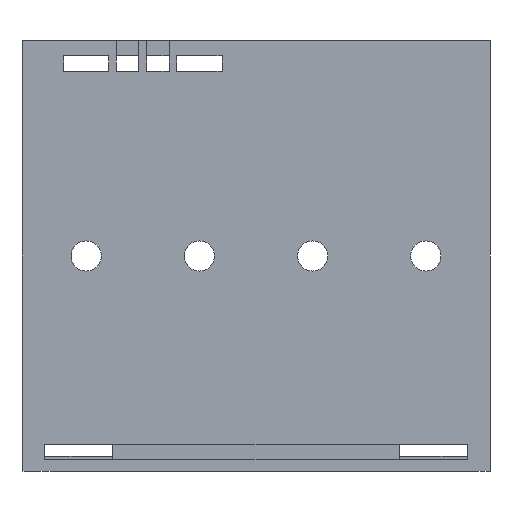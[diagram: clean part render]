
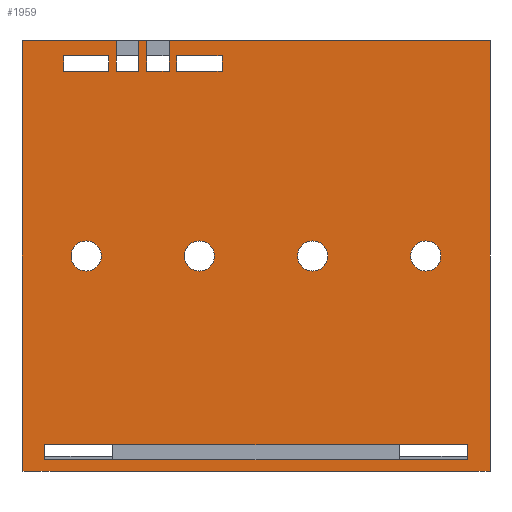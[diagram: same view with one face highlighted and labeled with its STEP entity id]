
A CAD part, front view. The second image highlights one B-rep face of the part: STEP entity #1959.
In plain terms, the highlighted planar face has unit normal (0, -1, 0).
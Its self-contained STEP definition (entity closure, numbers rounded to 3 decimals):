
#44=CARTESIAN_POINT('',(20.5,0.0,-0.0));
#45=VERTEX_POINT('',#44);
#46=CARTESIAN_POINT('',(22.5,0.0,-0.0));
#47=DIRECTION('',(-0.0,1.0,0.0));
#48=DIRECTION('',(1.0,0.0,0.0));
#49=AXIS2_PLACEMENT_3D('',#46,#47,#48);
#50=CIRCLE('',#49,2.0);
#51=EDGE_CURVE('n� 32',#45,#45,#50,.T.);
#167=CARTESIAN_POINT('',(5.5,0.0,-0.0));
#168=VERTEX_POINT('',#167);
#169=CARTESIAN_POINT('',(7.5,0.0,-0.0));
#170=DIRECTION('',(-0.0,1.0,0.0));
#171=DIRECTION('',(1.0,0.0,0.0));
#172=AXIS2_PLACEMENT_3D('',#169,#170,#171);
#173=CIRCLE('',#172,2.0);
#174=EDGE_CURVE('n� 88',#168,#168,#173,.T.);
#258=CARTESIAN_POINT('',(-9.5,0.0,-0.0));
#259=VERTEX_POINT('',#258);
#260=CARTESIAN_POINT('',(-7.5,0.0,-0.0));
#261=DIRECTION('',(-0.0,1.0,0.0));
#262=DIRECTION('',(1.0,0.0,0.0));
#263=AXIS2_PLACEMENT_3D('',#260,#261,#262);
#264=CIRCLE('',#263,2.0);
#265=EDGE_CURVE('n� 286',#259,#259,#264,.T.);
#397=CARTESIAN_POINT('',(-24.5,0.0,0.0));
#398=VERTEX_POINT('',#397);
#399=CARTESIAN_POINT('',(-22.5,0.0,0.0));
#400=DIRECTION('',(-0.0,1.0,0.0));
#401=DIRECTION('',(1.0,0.0,0.0));
#402=AXIS2_PLACEMENT_3D('',#399,#400,#401);
#403=CIRCLE('',#402,2.0);
#404=EDGE_CURVE('n� 427',#398,#398,#403,.T.);
#624=CARTESIAN_POINT('',(-14.5,-0.0,28.5));
#625=VERTEX_POINT('',#624);
#642=CARTESIAN_POINT('',(-11.5,-0.0,28.5));
#643=VERTEX_POINT('',#642);
#650=CARTESIAN_POINT('',(31.0,0.0,28.5));
#651=VERTEX_POINT('',#650);
#652=CARTESIAN_POINT('',(31.0,0.0,28.5));
#653=DIRECTION('',(-1.0,-0.0,0.0));
#654=VECTOR('',#653,1.0);
#655=LINE('',#652,#654);
#656=EDGE_CURVE('n� 2097',#651,#643,#655,.T.);
#692=CARTESIAN_POINT('',(-31.0,0.0,28.5));
#693=VERTEX_POINT('',#692);
#700=CARTESIAN_POINT('',(-18.5,0.0,28.5));
#701=VERTEX_POINT('',#700);
#702=CARTESIAN_POINT('',(31.0,0.0,28.5));
#703=DIRECTION('',(-1.0,0.0,0.0));
#704=VECTOR('',#703,1.0);
#705=LINE('',#702,#704);
#706=EDGE_CURVE('n� 2374',#701,#693,#705,.T.);
#724=CARTESIAN_POINT('',(-15.5,0.0,28.5));
#725=VERTEX_POINT('',#724);
#732=CARTESIAN_POINT('',(31.0,0.0,28.5));
#733=DIRECTION('',(-1.0,0.0,0.0));
#734=VECTOR('',#733,1.0);
#735=LINE('',#732,#734);
#736=EDGE_CURVE('n� 2037',#625,#725,#735,.T.);
#862=CARTESIAN_POINT('',(-19.5,-0.0,26.5));
#863=VERTEX_POINT('',#862);
#870=CARTESIAN_POINT('',(-25.5,-0.0,26.5));
#871=VERTEX_POINT('',#870);
#872=CARTESIAN_POINT('',(-9.75,-0.0,26.5));
#873=DIRECTION('',(1.0,0.0,0.0));
#874=VECTOR('',#873,1.0);
#875=LINE('',#872,#874);
#876=EDGE_CURVE('n� 1226',#871,#863,#875,.T.);
#1068=CARTESIAN_POINT('',(-4.5,-0.0,26.5));
#1069=VERTEX_POINT('',#1068);
#1076=CARTESIAN_POINT('',(-10.5,-0.0,26.5));
#1077=VERTEX_POINT('',#1076);
#1078=CARTESIAN_POINT('',(-2.25,-0.0,26.5));
#1079=DIRECTION('',(1.0,0.0,0.0));
#1080=VECTOR('',#1079,1.0);
#1081=LINE('',#1078,#1080);
#1082=EDGE_CURVE('n� 1223',#1077,#1069,#1081,.T.);
#1435=CARTESIAN_POINT('',(31.0,0.0,-28.5));
#1436=VERTEX_POINT('',#1435);
#1445=CARTESIAN_POINT('',(-31.0,0.0,-28.5));
#1446=VERTEX_POINT('',#1445);
#1447=CARTESIAN_POINT('',(-31.0,0.0,-28.5));
#1448=DIRECTION('',(1.0,0.0,0.0));
#1449=VECTOR('',#1448,1.0);
#1450=LINE('',#1447,#1449);
#1451=EDGE_CURVE('n� 1174',#1446,#1436,#1450,.T.);
#1796=ORIENTED_EDGE('n� 31',*,*,#51,.T.);
#1797=EDGE_LOOP('',(#1796));
#1798=FACE_BOUND('',#1797,.T.);
#1799=ORIENTED_EDGE('n� 87',*,*,#174,.T.);
#1800=EDGE_LOOP('',(#1799));
#1801=FACE_BOUND('',#1800,.T.);
#1802=ORIENTED_EDGE('n� 184',*,*,#265,.T.);
#1803=EDGE_LOOP('',(#1802));
#1804=FACE_BOUND('',#1803,.T.);
#1805=ORIENTED_EDGE('n� 285',*,*,#404,.T.);
#1806=EDGE_LOOP('',(#1805));
#1807=FACE_BOUND('',#1806,.T.);
#1808=CARTESIAN_POINT('',(-28.0,-0.0,-27.0));
#1809=VERTEX_POINT('',#1808);
#1810=CARTESIAN_POINT('',(-28.0,-0.0,-25.0));
#1811=VERTEX_POINT('',#1810);
#1812=CARTESIAN_POINT('',(-28.0,-0.0,-13.5));
#1813=DIRECTION('',(0.0,0.0,1.0));
#1814=VECTOR('',#1813,1.0);
#1815=LINE('',#1812,#1814);
#1816=EDGE_CURVE('n� 593',#1809,#1811,#1815,.T.);
#1817=ORIENTED_EDGE('n� 399',*,*,#1816,.T.);
#1818=CARTESIAN_POINT('',(28.0,0.0,-25.0));
#1819=VERTEX_POINT('',#1818);
#1820=CARTESIAN_POINT('',(-14.0,-0.0,-25.0));
#1821=DIRECTION('',(1.0,0.0,0.0));
#1822=VECTOR('',#1821,1.0);
#1823=LINE('',#1820,#1822);
#1824=EDGE_CURVE('n� 255',#1811,#1819,#1823,.T.);
#1825=ORIENTED_EDGE('n� 254',*,*,#1824,.T.);
#1826=CARTESIAN_POINT('',(28.0,0.0,-27.0));
#1827=VERTEX_POINT('',#1826);
#1828=CARTESIAN_POINT('',(28.0,0.0,-12.5));
#1829=DIRECTION('',(0.0,0.0,-1.0));
#1830=VECTOR('',#1829,1.0);
#1831=LINE('',#1828,#1830);
#1832=EDGE_CURVE('n� 392',#1819,#1827,#1831,.T.);
#1833=ORIENTED_EDGE('n� 391',*,*,#1832,.T.);
#1834=CARTESIAN_POINT('',(14.0,0.0,-27.0));
#1835=DIRECTION('',(-1.0,-0.0,-0.0));
#1836=VECTOR('',#1835,1.0);
#1837=LINE('',#1834,#1836);
#1838=EDGE_CURVE('n� 619',#1827,#1809,#1837,.T.);
#1839=ORIENTED_EDGE('n� 582',*,*,#1838,.T.);
#1840=EDGE_LOOP('',(#1817,#1825,#1833,#1839));
#1841=FACE_BOUND('',#1840,.T.);
#1842=CARTESIAN_POINT('',(-25.5,-0.0,24.5));
#1843=VERTEX_POINT('',#1842);
#1844=CARTESIAN_POINT('',(-25.5,-0.0,13.25));
#1845=DIRECTION('',(0.0,0.0,1.0));
#1846=VECTOR('',#1845,1.0);
#1847=LINE('',#1844,#1846);
#1848=EDGE_CURVE('n� 891',#1843,#871,#1847,.T.);
#1849=ORIENTED_EDGE('n� 630',*,*,#1848,.T.);
#1850=ORIENTED_EDGE('n� 888',*,*,#876,.T.);
#1851=CARTESIAN_POINT('',(-19.5,-0.0,24.5));
#1852=VERTEX_POINT('',#1851);
#1853=CARTESIAN_POINT('',(-19.5,-0.0,12.25));
#1854=DIRECTION('',(0.0,0.0,-1.0));
#1855=VECTOR('',#1854,1.0);
#1856=LINE('',#1853,#1855);
#1857=EDGE_CURVE('n� 1621',#863,#1852,#1856,.T.);
#1858=ORIENTED_EDGE('n� 1224',*,*,#1857,.T.);
#1859=CARTESIAN_POINT('',(-12.75,-0.0,24.5));
#1860=DIRECTION('',(-1.0,-0.0,0.0));
#1861=VECTOR('',#1860,1.0);
#1862=LINE('',#1859,#1861);
#1863=EDGE_CURVE('n� 1228',#1852,#1843,#1862,.T.);
#1864=ORIENTED_EDGE('n� 889',*,*,#1863,.T.);
#1865=EDGE_LOOP('',(#1849,#1850,#1858,#1864));
#1866=FACE_BOUND('',#1865,.T.);
#1867=ORIENTED_EDGE('n� 887',*,*,#1082,.T.);
#1868=CARTESIAN_POINT('',(-4.5,-0.0,24.5));
#1869=VERTEX_POINT('',#1868);
#1870=CARTESIAN_POINT('',(-4.5,-0.0,12.25));
#1871=DIRECTION('',(0.0,0.0,-1.0));
#1872=VECTOR('',#1871,1.0);
#1873=LINE('',#1870,#1872);
#1874=EDGE_CURVE('n� 1613',#1069,#1869,#1873,.T.);
#1875=ORIENTED_EDGE('n� 1220',*,*,#1874,.T.);
#1876=CARTESIAN_POINT('',(-10.5,-0.0,24.5));
#1877=VERTEX_POINT('',#1876);
#1878=CARTESIAN_POINT('',(-5.25,-0.0,24.5));
#1879=DIRECTION('',(-1.0,-0.0,0.0));
#1880=VECTOR('',#1879,1.0);
#1881=LINE('',#1878,#1880);
#1882=EDGE_CURVE('n� 2038',#1869,#1877,#1881,.T.);
#1883=ORIENTED_EDGE('n� 1612',*,*,#1882,.T.);
#1884=CARTESIAN_POINT('',(-10.5,-0.0,13.25));
#1885=DIRECTION('',(0.0,0.0,1.0));
#1886=VECTOR('',#1885,1.0);
#1887=LINE('',#1884,#1886);
#1888=EDGE_CURVE('n� 1615',#1877,#1077,#1887,.T.);
#1889=ORIENTED_EDGE('n� 1221',*,*,#1888,.T.);
#1890=EDGE_LOOP('',(#1867,#1875,#1883,#1889));
#1891=FACE_BOUND('',#1890,.T.);
#1892=CARTESIAN_POINT('',(-14.5,-0.0,24.5));
#1893=VERTEX_POINT('',#1892);
#1894=CARTESIAN_POINT('',(-14.5,-0.0,12.25));
#1895=DIRECTION('',(0.0,0.0,1.0));
#1896=VECTOR('',#1895,1.0);
#1897=LINE('',#1894,#1896);
#1898=EDGE_CURVE('n� 1258',#1893,#625,#1897,.T.);
#1899=ORIENTED_EDGE('n� 1219',*,*,#1898,.T.);
#1900=ORIENTED_EDGE('n� 1611',*,*,#736,.T.);
#1901=CARTESIAN_POINT('',(-15.5,-0.0,24.5));
#1902=VERTEX_POINT('',#1901);
#1903=CARTESIAN_POINT('',(-15.5,-0.0,13.25));
#1904=DIRECTION('',(0.0,-0.0,-1.0));
#1905=VECTOR('',#1904,1.0);
#1906=LINE('',#1903,#1905);
#1907=EDGE_CURVE('n� 2091',#725,#1902,#1906,.T.);
#1908=ORIENTED_EDGE('n� 2035',*,*,#1907,.T.);
#1909=CARTESIAN_POINT('',(-18.5,-0.0,24.5));
#1910=VERTEX_POINT('',#1909);
#1911=CARTESIAN_POINT('',(-7.75,-0.0,24.5));
#1912=DIRECTION('',(-1.0,-0.0,0.0));
#1913=VECTOR('',#1912,1.0);
#1914=LINE('',#1911,#1913);
#1915=EDGE_CURVE('n� 1655',#1902,#1910,#1914,.T.);
#1916=ORIENTED_EDGE('n� 1654',*,*,#1915,.T.);
#1917=CARTESIAN_POINT('',(-18.5,-0.0,13.25));
#1918=DIRECTION('',(-0.0,0.0,1.0));
#1919=VECTOR('',#1918,1.0);
#1920=LINE('',#1917,#1919);
#1921=EDGE_CURVE('n� 2085',#1910,#701,#1920,.T.);
#1922=ORIENTED_EDGE('n� 2084',*,*,#1921,.T.);
#1923=ORIENTED_EDGE('n� 1993',*,*,#706,.T.);
#1924=CARTESIAN_POINT('',(-31.0,0.0,28.5));
#1925=DIRECTION('',(0.0,0.0,-1.0));
#1926=VECTOR('',#1925,1.0);
#1927=LINE('',#1924,#1926);
#1928=EDGE_CURVE('n� 1994',#693,#1446,#1927,.T.);
#1929=ORIENTED_EDGE('n� 1571',*,*,#1928,.T.);
#1930=ORIENTED_EDGE('n� 1173',*,*,#1451,.T.);
#1931=CARTESIAN_POINT('',(31.0,0.0,-28.5));
#1932=DIRECTION('',(0.0,0.0,1.0));
#1933=VECTOR('',#1932,1.0);
#1934=LINE('',#1931,#1933);
#1935=EDGE_CURVE('n� 1580',#1436,#651,#1934,.T.);
#1936=ORIENTED_EDGE('n� 1570',*,*,#1935,.T.);
#1937=ORIENTED_EDGE('n� 1669',*,*,#656,.T.);
#1938=CARTESIAN_POINT('',(-11.5,-0.0,24.5));
#1939=VERTEX_POINT('',#1938);
#1940=CARTESIAN_POINT('',(-11.5,-0.0,13.25));
#1941=DIRECTION('',(0.0,-0.0,-1.0));
#1942=VECTOR('',#1941,1.0);
#1943=LINE('',#1940,#1942);
#1944=EDGE_CURVE('n� 1254',#643,#1939,#1943,.T.);
#1945=ORIENTED_EDGE('n� 1253',*,*,#1944,.T.);
#1946=CARTESIAN_POINT('',(-5.75,-0.0,24.5));
#1947=DIRECTION('',(-1.0,-0.0,0.0));
#1948=VECTOR('',#1947,1.0);
#1949=LINE('',#1946,#1948);
#1950=EDGE_CURVE('n� 906',#1939,#1893,#1949,.T.);
#1951=ORIENTED_EDGE('n� 905',*,*,#1950,.T.);
#1952=EDGE_LOOP('',(
    #1899,#1900,#1908,#1916,#1922,#1923,#1929,#1930,#1936,#1937,
    #1945,#1951));
#1953=FACE_OUTER_BOUND('',#1952,.T.);
#1954=CARTESIAN_POINT('',(-0.0,0.0,0.0));
#1955=DIRECTION('',(-0.0,1.0,0.0));
#1956=DIRECTION('',(0.0,0.0,1.0));
#1957=AXIS2_PLACEMENT_3D('',#1954,#1955,#1956);
#1958=PLANE('',#1957);
#1959=ADVANCED_FACE('n� 76',(#1798,#1801,#1804,#1807,#1841,#1866,#1891,#1953),#1958,.F.);
